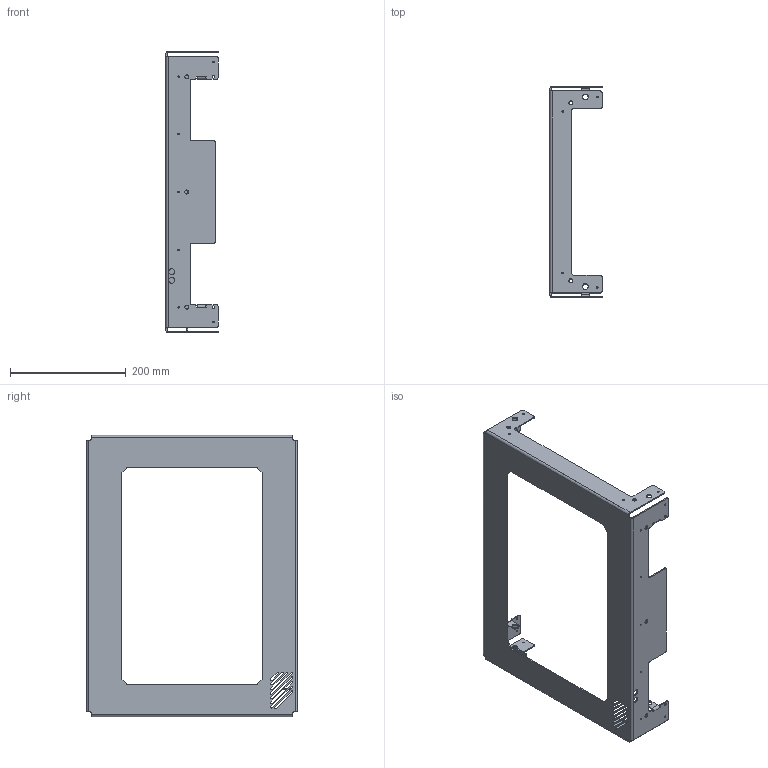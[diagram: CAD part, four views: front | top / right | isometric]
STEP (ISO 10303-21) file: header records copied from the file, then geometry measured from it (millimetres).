
FILE_DESCRIPTION(/* description */ ('SOPORTE XY'),/* implementation_level */ '2;1');
FILE_NAME(/* name */ 'C04H030029-xy-support.stp',/* time_stamp */ '2014-12-22T14:52:42+01:00',/* author */ ('MARCHA TECHNOLOGY'),/* organization */ ('MARCHA TECHNOLOGY'),/* preprocessor_version */ 'ST-DEVELOPER v15.6',/* originating_system */ 'Autodesk Inventor 2015',/* authorisation */ '');
FILE_SCHEMA (('CONFIG_CONTROL_DESIGN'));
Length unit declared in the file: millimetre
Products named in the file (1): C04H030029-xy-support
Bounding box: 90 x 364 x 485 mm (x, y, z)
Volume: 329556.4 mm3; surface area: 341201.1 mm2
Topology: 1 solids, 1 shells, 243 faces, 723 edges, 482 vertices
Faces by surface type: cylinder 141, plane 102
Full cylindrical faces by diameter (mm): 2.459 x21, 4 x4, 7 x9, 10 x2, 10.1 x8
Entity records: 8131 total; most frequent: DIRECTION 1433, CARTESIAN_POINT 1373, ORIENTED_EDGE 1326, EDGE_CURVE 663, AXIS2_PLACEMENT_3D 526, VERTEX_POINT 466, EDGE_LOOP 393, LINE 381
